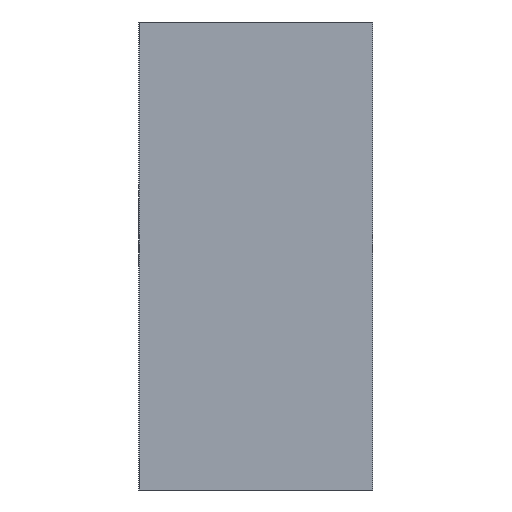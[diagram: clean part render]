
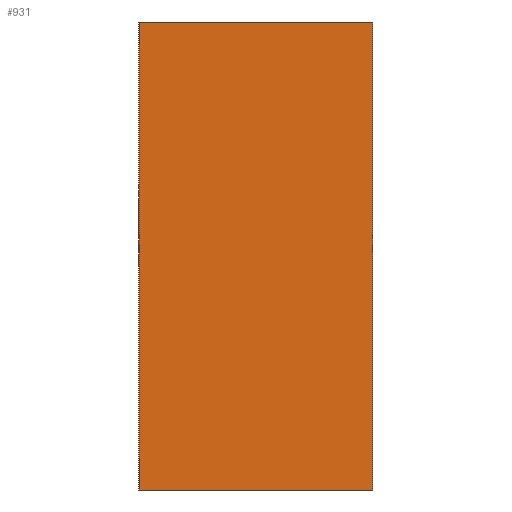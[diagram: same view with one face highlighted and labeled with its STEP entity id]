
A CAD part, front view. The second image highlights one B-rep face of the part: STEP entity #931.
In plain terms, the highlighted planar face has unit normal (0, -1, 0).
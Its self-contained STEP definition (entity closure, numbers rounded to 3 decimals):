
#53=LINE('',#1608,#100);
#54=LINE('',#1611,#101);
#55=LINE('',#1613,#102);
#56=LINE('',#1614,#103);
#100=VECTOR('',#1358,10.);
#101=VECTOR('',#1361,10.);
#102=VECTOR('',#1362,10.);
#103=VECTOR('',#1363,10.);
#250=FACE_OUTER_BOUND('',#326,.T.);
#326=EDGE_LOOP('',(#810,#811,#812,#813));
#506=VERTEX_POINT('',#1601);
#509=VERTEX_POINT('',#1606);
#510=VERTEX_POINT('',#1610);
#511=VERTEX_POINT('',#1612);
#622=EDGE_CURVE('',#506,#509,#53,.T.);
#623=EDGE_CURVE('',#510,#506,#54,.T.);
#624=EDGE_CURVE('',#511,#509,#55,.T.);
#625=EDGE_CURVE('',#510,#511,#56,.T.);
#810=ORIENTED_EDGE('',*,*,#623,.T.);
#811=ORIENTED_EDGE('',*,*,#622,.T.);
#812=ORIENTED_EDGE('',*,*,#624,.F.);
#813=ORIENTED_EDGE('',*,*,#625,.F.);
#878=PLANE('',#1077);
#931=ADVANCED_FACE('',(#250),#878,.T.);
#1077=AXIS2_PLACEMENT_3D('',#1609,#1359,#1360);
#1358=DIRECTION('',(0.,0.,1.));
#1359=DIRECTION('center_axis',(0.,-1.,0.));
#1360=DIRECTION('ref_axis',(1.,0.,0.));
#1361=DIRECTION('',(1.,0.,0.));
#1362=DIRECTION('',(1.,0.,0.));
#1363=DIRECTION('',(0.,0.,1.));
#1601=CARTESIAN_POINT('',(10.,-425.,0.));
#1606=CARTESIAN_POINT('',(10.,-425.,40.));
#1608=CARTESIAN_POINT('',(10.,-425.,0.));
#1609=CARTESIAN_POINT('Origin',(-10.,-425.,0.));
#1610=CARTESIAN_POINT('',(-10.,-425.,0.));
#1611=CARTESIAN_POINT('',(-10.,-425.,0.));
#1612=CARTESIAN_POINT('',(-10.,-425.,40.));
#1613=CARTESIAN_POINT('',(-10.,-425.,40.));
#1614=CARTESIAN_POINT('',(-10.,-425.,0.));
